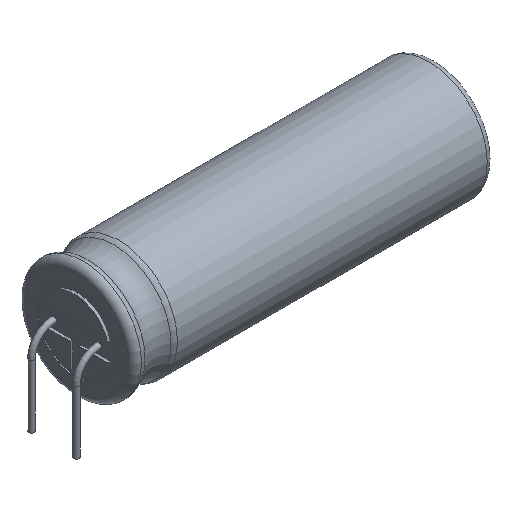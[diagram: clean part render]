
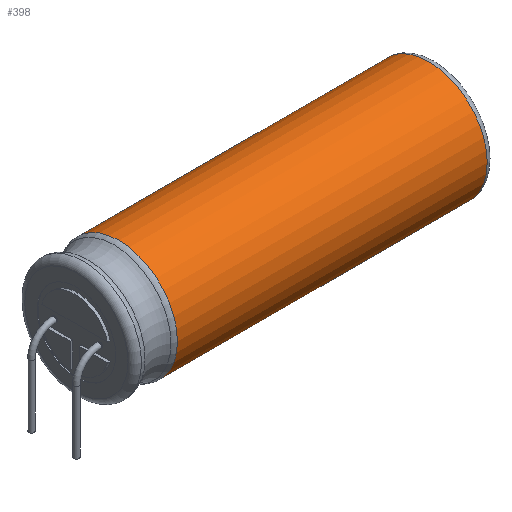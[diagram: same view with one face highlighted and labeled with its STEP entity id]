
A CAD part, isometric view. The second image highlights one B-rep face of the part: STEP entity #398.
In plain terms, the highlighted cylindrical face has radius 6.5 mm (diameter 13 mm), a full revolution.
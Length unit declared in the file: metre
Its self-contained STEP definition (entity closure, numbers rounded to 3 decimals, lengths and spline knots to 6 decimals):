
#67=CYLINDRICAL_SURFACE('',#567,0.0065);
#98=ORIENTED_EDGE('',*,*,#178,.T.);
#99=ORIENTED_EDGE('',*,*,#175,.F.);
#175=EDGE_CURVE('',#218,#218,#253,.T.);
#178=EDGE_CURVE('',#221,#221,#256,.F.);
#218=VERTEX_POINT('',#756);
#221=VERTEX_POINT('',#764);
#253=CIRCLE('',#561,0.0065);
#256=CIRCLE('',#566,0.0065);
#287=EDGE_LOOP('',(#98));
#288=EDGE_LOOP('',(#99));
#339=FACE_BOUND('',#287,.T.);
#340=FACE_BOUND('',#288,.T.);
#398=ADVANCED_FACE('',(#339,#340),#67,.T.);
#561=AXIS2_PLACEMENT_3D('',#755,#629,#630);
#566=AXIS2_PLACEMENT_3D('',#763,#639,#640);
#567=AXIS2_PLACEMENT_3D('',#765,#641,#642);
#629=DIRECTION('',(-1.,0.,0.));
#630=DIRECTION('',(0.,0.,1.));
#639=DIRECTION('',(1.,0.,0.));
#640=DIRECTION('',(0.,0.,-1.));
#641=DIRECTION('',(-1.,0.,0.));
#642=DIRECTION('',(0.,0.,1.));
#755=CARTESIAN_POINT('',(0.00725,0.,0.0065));
#756=CARTESIAN_POINT('',(0.00725,0.,0.013));
#763=CARTESIAN_POINT('',(0.04175,0.,0.0065));
#764=CARTESIAN_POINT('',(0.04175,0.,0.));
#765=CARTESIAN_POINT('',(0.0425,0.,0.0065));
